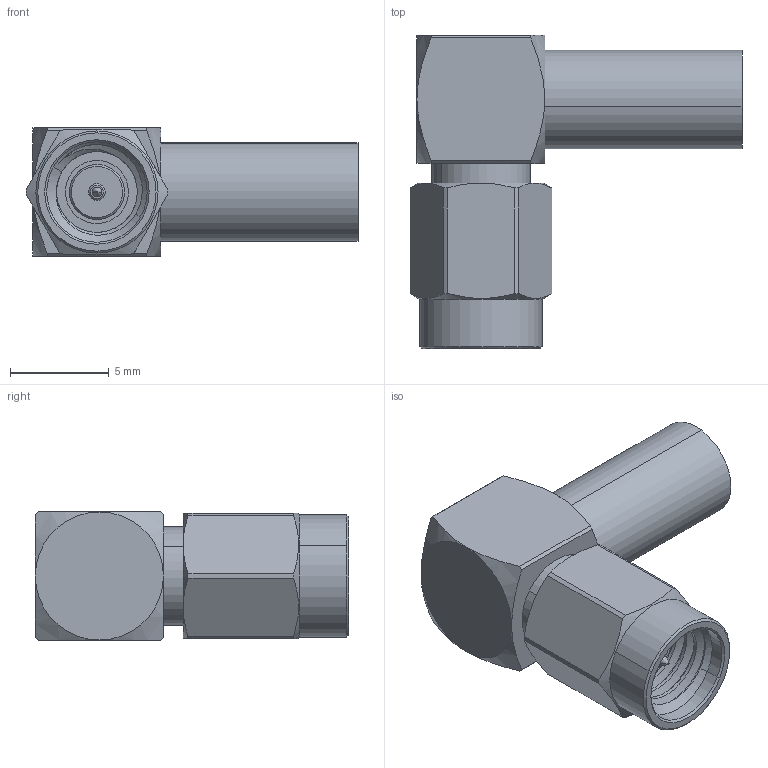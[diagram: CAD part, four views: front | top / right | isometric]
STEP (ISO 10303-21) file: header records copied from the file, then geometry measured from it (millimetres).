
FILE_DESCRIPTION (( 'STEP AP203' ), '1' );
FILE_NAME ('SSMA-LP-2.1.STEP', '2025-03-11T08:31:34', ( '' ), ( '' ), 'SwSTEP 2.0', 'SolidWorks 2022', '' );
FILE_SCHEMA (( 'CONFIG_CONTROL_DESIGN' ));
Length unit declared in the file: millimetre
Products named in the file (1): SSMA-LP-2.1
Bounding box: 16.85 x 15.9 x 6.5 mm (x, y, z)
Volume: 674 mm3; surface area: 783.3 mm2
Topology: 1 solids, 1 shells, 467 faces, 1329 edges, 876 vertices
Faces by surface type: cylinder 225, plane 204, cone 35, bspline 3
Entity records: 16341 total; most frequent: CARTESIAN_POINT 4042, ORIENTED_EDGE 2658, DIRECTION 2545, EDGE_CURVE 1329, AXIS2_PLACEMENT_3D 935, VERTEX_POINT 876, LINE 675, VECTOR 675
